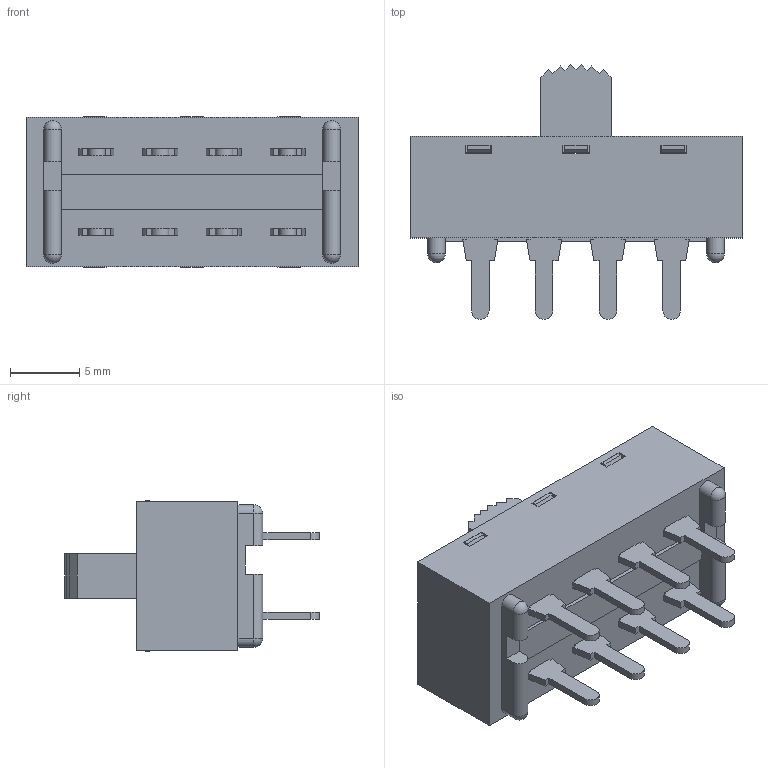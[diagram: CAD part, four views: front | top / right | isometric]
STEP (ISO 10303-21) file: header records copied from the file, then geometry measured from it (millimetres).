
FILE_DESCRIPTION((''),'2;1');
FILE_NAME('L203011MS02_SW0001_PRT','2013-11-21T',('jtrepler'),(''),'PRO/ENGINEER BY PARAMETRIC TECHNOLOGY CORPORATION, 2011410','PRO/ENGINEER BY PARAMETRIC TECHNOLOGY CORPORATION, 2011410','');
FILE_SCHEMA(('AUTOMOTIVE_DESIGN_CC2 { 1 2 10303 214 -1 1 5 2 }'));
Length unit declared in the file: inch
Products named in the file (1): L203011MS02_SW0001_PRT
Bounding box: 23.93 x 18.36 x 10.82 mm (x, y, z)
Volume: 981 mm3; surface area: 2410 mm2
Topology: 2 solids, 2 shells, 462 faces, 1405 edges, 908 vertices
Faces by surface type: plane 402, cylinder 56, sphere 4
Entity records: 15589 total; most frequent: CARTESIAN_POINT 2882, ORIENTED_EDGE 2802, DIRECTION 2403, EDGE_CURVE 1401, VECTOR 1263, LINE 1263, VERTEX_POINT 908, AXIS2_PLACEMENT_3D 570
